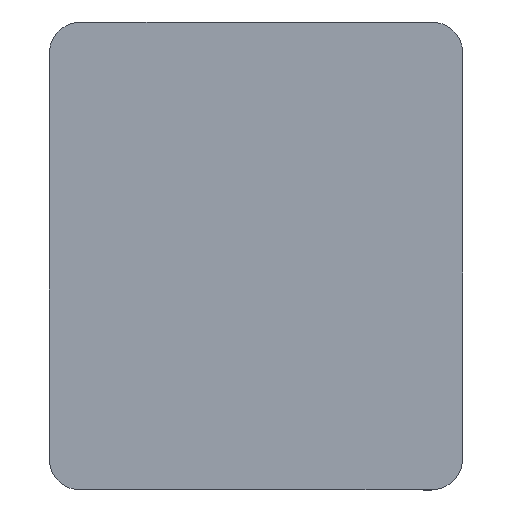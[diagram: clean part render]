
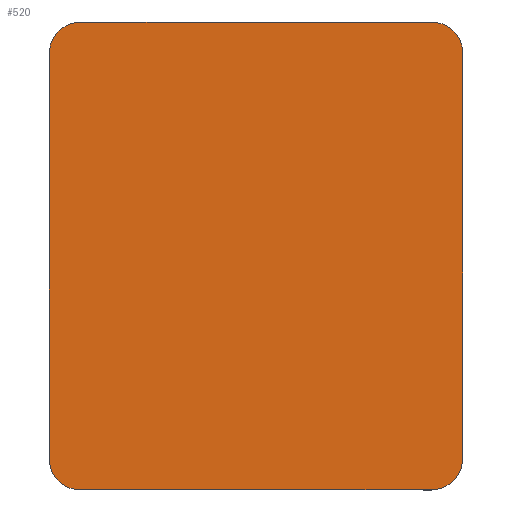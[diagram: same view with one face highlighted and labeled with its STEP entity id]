
A CAD part, top view. The second image highlights one B-rep face of the part: STEP entity #520.
In plain terms, the highlighted planar face has unit normal (0, 0, 1).
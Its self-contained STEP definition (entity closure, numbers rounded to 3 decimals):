
#38=PLANE('',#610);
#69=FACE_OUTER_BOUND('',#105,.T.);
#105=EDGE_LOOP('',(#470,#471,#472,#473,#474,#475,#476,#477));
#119=LINE('',#825,#155);
#123=LINE('',#837,#159);
#134=LINE('',#870,#170);
#137=LINE('',#879,#173);
#155=VECTOR('',#650,10.);
#159=VECTOR('',#662,10.);
#170=VECTOR('',#697,10.);
#173=VECTOR('',#708,10.);
#183=CIRCLE('',#554,5.5);
#185=CIRCLE('',#558,5.5);
#191=CIRCLE('',#570,5.5);
#193=CIRCLE('',#574,5.5);
#226=VERTEX_POINT('',#815);
#227=VERTEX_POINT('',#817);
#229=VERTEX_POINT('',#823);
#231=VERTEX_POINT('',#829);
#233=VERTEX_POINT('',#835);
#241=VERTEX_POINT('',#862);
#243=VERTEX_POINT('',#868);
#245=VERTEX_POINT('',#874);
#277=EDGE_CURVE('',#227,#226,#183,.T.);
#281=EDGE_CURVE('',#226,#229,#119,.T.);
#284=EDGE_CURVE('',#229,#231,#185,.T.);
#287=EDGE_CURVE('',#231,#233,#123,.T.);
#301=EDGE_CURVE('',#233,#241,#191,.T.);
#304=EDGE_CURVE('',#241,#243,#134,.T.);
#307=EDGE_CURVE('',#243,#245,#193,.T.);
#309=EDGE_CURVE('',#245,#227,#137,.T.);
#470=ORIENTED_EDGE('',*,*,#287,.T.);
#471=ORIENTED_EDGE('',*,*,#301,.T.);
#472=ORIENTED_EDGE('',*,*,#304,.T.);
#473=ORIENTED_EDGE('',*,*,#307,.T.);
#474=ORIENTED_EDGE('',*,*,#309,.T.);
#475=ORIENTED_EDGE('',*,*,#277,.T.);
#476=ORIENTED_EDGE('',*,*,#281,.T.);
#477=ORIENTED_EDGE('',*,*,#284,.T.);
#520=ADVANCED_FACE('',(#69),#38,.T.);
#554=AXIS2_PLACEMENT_3D('',#818,#643,#644);
#558=AXIS2_PLACEMENT_3D('',#831,#656,#657);
#570=AXIS2_PLACEMENT_3D('',#864,#691,#692);
#574=AXIS2_PLACEMENT_3D('',#876,#703,#704);
#610=AXIS2_PLACEMENT_3D('',#934,#781,#782);
#643=DIRECTION('center_axis',(0.,0.,1.));
#644=DIRECTION('ref_axis',(0.,1.,0.));
#650=DIRECTION('',(0.,-1.,0.));
#656=DIRECTION('center_axis',(0.,0.,
1.));
#657=DIRECTION('ref_axis',(-1.,0.,0.));
#662=DIRECTION('',(1.,0.,0.));
#691=DIRECTION('center_axis',(0.,0.,1.));
#692=DIRECTION('ref_axis',(0.,-1.,0.));
#697=DIRECTION('',(0.,1.,0.));
#703=DIRECTION('center_axis',(0.,0.,1.));
#704=DIRECTION('ref_axis',(1.,0.,0.));
#708=DIRECTION('',(-1.,0.,0.));
#781=DIRECTION('center_axis',(0.,0.,1.));
#782=DIRECTION('ref_axis',(1.,0.,0.));
#815=CARTESIAN_POINT('',(-61.096,2.157,2.));
#817=CARTESIAN_POINT('',(-55.596,7.655,2.));
#818=CARTESIAN_POINT('Origin',(-55.596,2.155,2.));
#823=CARTESIAN_POINT('',(-61.121,-68.043,2.));
#825=CARTESIAN_POINT('',(-61.096,2.157,2.));
#829=CARTESIAN_POINT('',(-55.621,-73.545,2.));
#831=CARTESIAN_POINT('Origin',(-55.621,-68.045,2.));
#835=CARTESIAN_POINT('',(5.154,-73.545,2.));
#837=CARTESIAN_POINT('',(-55.621,-73.545,2.));
#862=CARTESIAN_POINT('',(10.654,-68.047,2.));
#864=CARTESIAN_POINT('Origin',(5.154,-68.045,2.));
#868=CARTESIAN_POINT('',(10.679,2.153,2.));
#870=CARTESIAN_POINT('',(10.654,-68.047,2.));
#874=CARTESIAN_POINT('',(5.179,7.655,2.));
#876=CARTESIAN_POINT('Origin',(5.179,2.155,2.));
#879=CARTESIAN_POINT('',(5.179,7.655,2.));
#934=CARTESIAN_POINT('Origin',(-25.221,-32.945,2.));
